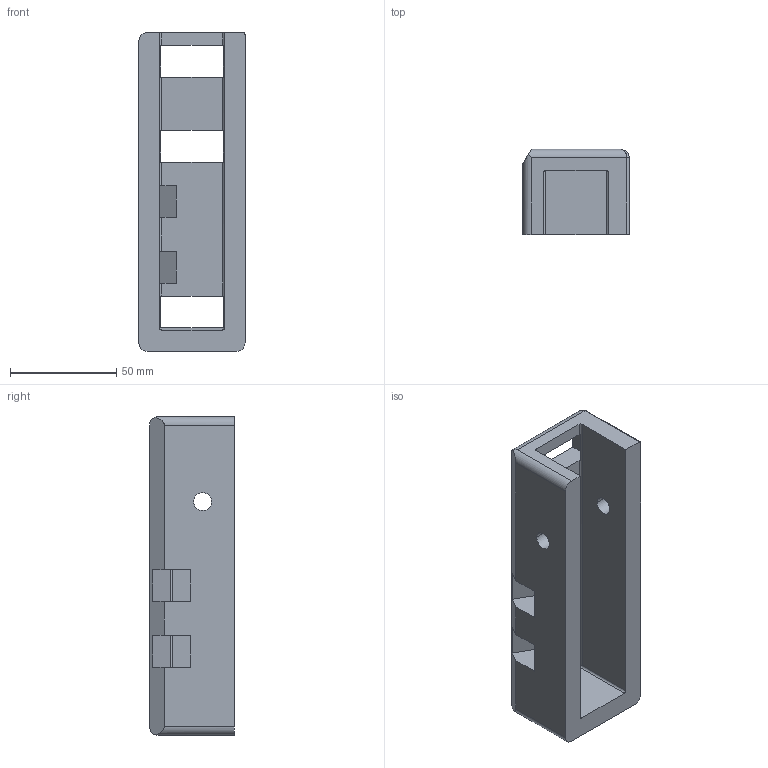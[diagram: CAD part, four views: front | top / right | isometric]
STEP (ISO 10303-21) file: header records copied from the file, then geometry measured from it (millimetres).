
FILE_DESCRIPTION((''),'2;1');
FILE_NAME('FYBUFPR013_002','2025-05-26T20:38:31',('t-gamer'),(''),'CREO PARAMETRIC BY PTC INC, 2024063','CREO PARAMETRIC BY PTC INC, 2024063','');
FILE_SCHEMA(('CONFIG_CONTROL_DESIGN'));
Length unit declared in the file: millimetre
Products named in the file (1): FYBUFPR013_002
Bounding box: 50 x 40 x 150 mm (x, y, z)
Volume: 143472.5 mm3; surface area: 39493.3 mm2
Topology: 1 solids, 1 shells, 59 faces, 184 edges, 120 vertices
Faces by surface type: plane 40, cylinder 17, bspline 1, sphere 1
Entity records: 2187 total; most frequent: CARTESIAN_POINT 478, ORIENTED_EDGE 368, DIRECTION 326, EDGE_CURVE 184, VECTOR 138, LINE 138, VERTEX_POINT 120, AXIS2_PLACEMENT_3D 94
